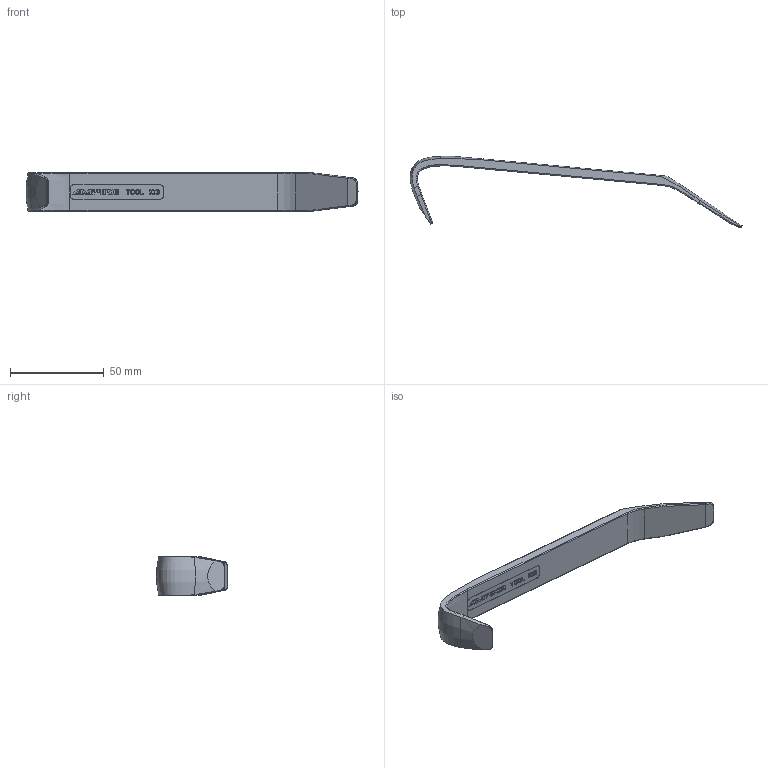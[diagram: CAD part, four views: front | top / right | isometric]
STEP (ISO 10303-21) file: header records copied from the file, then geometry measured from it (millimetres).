
FILE_DESCRIPTION((''),'2;1');
FILE_NAME('TOOL103','2023-04-17T14:43:55',('Administrator'),(''),'CREO PARAMETRIC BY PTC INC, 2021063','CREO PARAMETRIC BY PTC INC, 2021063','');
FILE_SCHEMA(('CONFIG_CONTROL_DESIGN','SHAPE_APPEARANCE_LAYERS_GROUPS'));
Length unit declared in the file: millimetre
Products named in the file (1): TOOL103
Bounding box: 177.48 x 38.04 x 20.5 mm (x, y, z)
Volume: 18257.2 mm3; surface area: 10095.1 mm2
Topology: 1 solids, 1 shells, 431 faces, 1212 edges, 800 vertices
Faces by surface type: plane 303, extrusion 81, cylinder 31, bspline 8, torus 8
Entity records: 17213 total; most frequent: CARTESIAN_POINT 6420, ORIENTED_EDGE 2424, DIRECTION 1824, EDGE_CURVE 1212, VECTOR 1038, LINE 957, VERTEX_POINT 800, EDGE_LOOP 448
